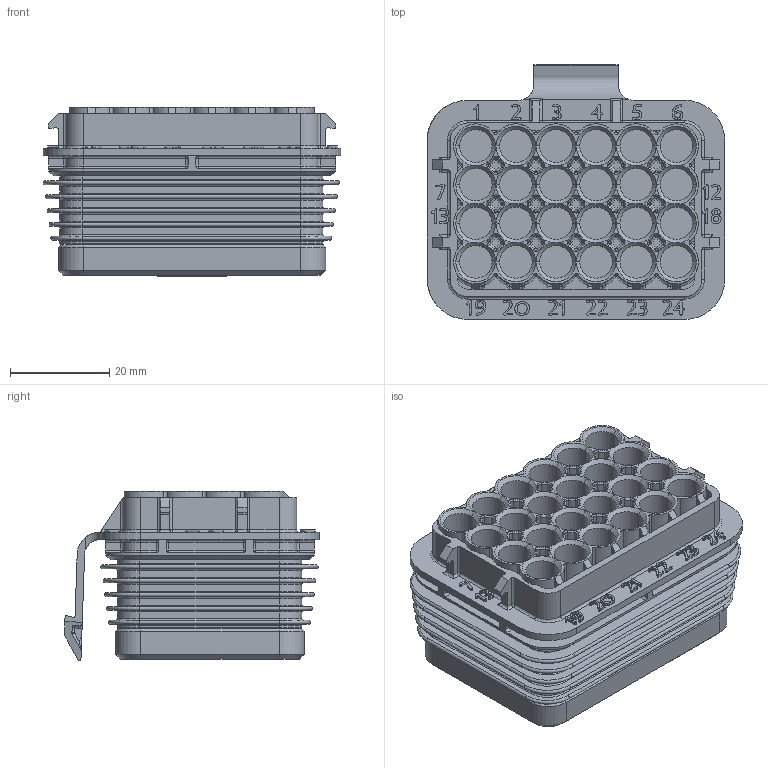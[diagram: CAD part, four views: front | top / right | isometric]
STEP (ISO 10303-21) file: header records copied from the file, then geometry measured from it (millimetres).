
FILE_DESCRIPTION((''),'2;1');
FILE_NAME('FRH-A24-NCF_SALES_REV2','2018-01-31T11:15:33',('20077268'),(''),'CREO PARAMETRIC BY PTC INC, 2017110','CREO PARAMETRIC BY PTC INC, 2017110','');
FILE_SCHEMA(('CONFIG_CONTROL_DESIGN'));
Products named in the file (1): FRH-A24-NCF_SALES_REV2
Bounding box: 59.92 x 51.37 x 34.11 mm (x, y, z)
Volume: 49397.4 mm3; surface area: 33414.7 mm2
Topology: 1 solids, 1 shells, 2541 faces, 6714 edges, 4144 vertices
Faces by surface type: cylinder 647, plane 613, extrusion 487, torus 352, cone 300, sphere 126, bspline 16
Entity records: 82148 total; most frequent: CARTESIAN_POINT 20426, ORIENTED_EDGE 13176, DIRECTION 12474, EDGE_CURVE 6588, AXIS2_PLACEMENT_3D 4593, VERTEX_POINT 4144, VECTOR 3288, LINE 2801
